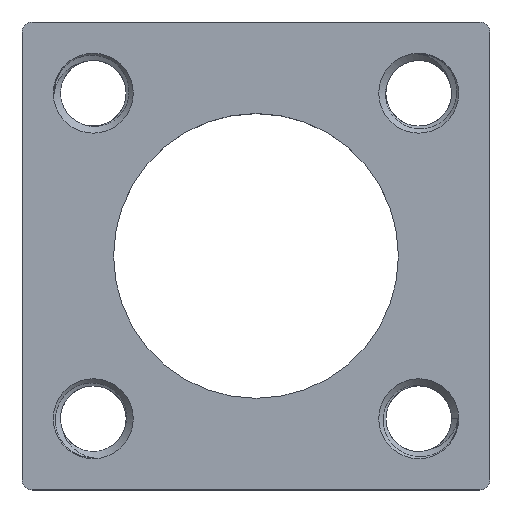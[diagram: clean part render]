
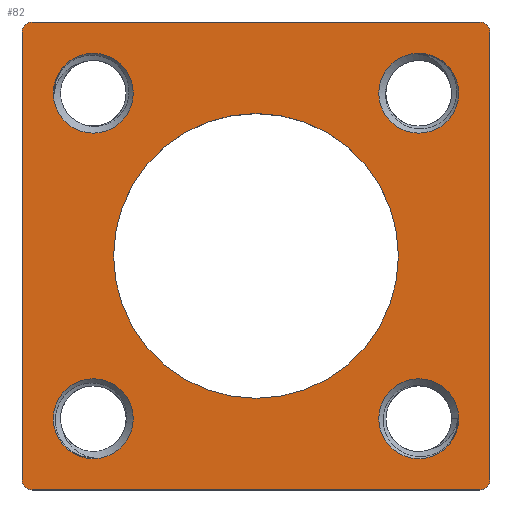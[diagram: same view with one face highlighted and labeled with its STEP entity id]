
A CAD part, top view. The second image highlights one B-rep face of the part: STEP entity #82.
In plain terms, the highlighted planar face has unit normal (0, 0, 1).
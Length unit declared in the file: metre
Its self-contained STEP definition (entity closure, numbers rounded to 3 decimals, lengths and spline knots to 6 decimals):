
#82 = ADVANCED_FACE( '', ( #197, #198, #199, #200, #201, #202 ), #203, .T. );
#197 = FACE_BOUND( '', #357, .T. );
#198 = FACE_BOUND( '', #358, .T. );
#199 = FACE_BOUND( '', #359, .T. );
#200 = FACE_BOUND( '', #360, .T. );
#201 = FACE_BOUND( '', #361, .T. );
#202 = FACE_OUTER_BOUND( '', #362, .T. );
#203 = PLANE( '', #363 );
#357 = EDGE_LOOP( '', ( #1560 ) );
#358 = EDGE_LOOP( '', ( #1561 ) );
#359 = EDGE_LOOP( '', ( #1562 ) );
#360 = EDGE_LOOP( '', ( #1563 ) );
#361 = EDGE_LOOP( '', ( #1564 ) );
#362 = EDGE_LOOP( '', ( #1565, #1566, #1567, #1568, #1569, #1570, #1571, #1572 ) );
#363 = AXIS2_PLACEMENT_3D( '', #1573, #1574, #1575 );
#1560 = ORIENTED_EDGE( '', *, *, #2168, .T. );
#1561 = ORIENTED_EDGE( '', *, *, #2170, .T. );
#1562 = ORIENTED_EDGE( '', *, *, #2171, .T. );
#1563 = ORIENTED_EDGE( '', *, *, #2172, .T. );
#1564 = ORIENTED_EDGE( '', *, *, #2173, .F. );
#1565 = ORIENTED_EDGE( '', *, *, #2174, .F. );
#1566 = ORIENTED_EDGE( '', *, *, #2175, .T. );
#1567 = ORIENTED_EDGE( '', *, *, #2176, .F. );
#1568 = ORIENTED_EDGE( '', *, *, #2177, .T. );
#1569 = ORIENTED_EDGE( '', *, *, #2178, .T. );
#1570 = ORIENTED_EDGE( '', *, *, #2179, .T. );
#1571 = ORIENTED_EDGE( '', *, *, #2180, .T. );
#1572 = ORIENTED_EDGE( '', *, *, #2181, .T. );
#1573 = CARTESIAN_POINT( '', ( 0., 0., 0.003 ) );
#1574 = DIRECTION( '', ( 0., 0., 1. ) );
#1575 = DIRECTION( '', ( 1., 0., 0. ) );
#2168 = EDGE_CURVE( '', #2339, #2339, #2340, .F. );
#2170 = EDGE_CURVE( '', #2342, #2342, #2343, .F. );
#2171 = EDGE_CURVE( '', #2344, #2344, #2345, .F. );
#2172 = EDGE_CURVE( '', #2346, #2346, #2347, .F. );
#2173 = EDGE_CURVE( '', #2348, #2348, #2349, .T. );
#2174 = EDGE_CURVE( '', #2350, #2351, #2352, .T. );
#2175 = EDGE_CURVE( '', #2350, #2353, #2354, .T. );
#2176 = EDGE_CURVE( '', #2355, #2353, #2356, .T. );
#2177 = EDGE_CURVE( '', #2355, #2357, #2358, .T. );
#2178 = EDGE_CURVE( '', #2357, #2359, #2360, .T. );
#2179 = EDGE_CURVE( '', #2359, #2361, #2362, .T. );
#2180 = EDGE_CURVE( '', #2361, #2363, #2364, .T. );
#2181 = EDGE_CURVE( '', #2363, #2351, #2365, .T. );
#2339 = VERTEX_POINT( '', #2787 );
#2340 = CIRCLE( '', #2788, 0.001965 );
#2342 = VERTEX_POINT( '', #2790 );
#2343 = CIRCLE( '', #2791, 0.001965 );
#2344 = VERTEX_POINT( '', #2792 );
#2345 = CIRCLE( '', #2793, 0.001965 );
#2346 = VERTEX_POINT( '', #2794 );
#2347 = CIRCLE( '', #2795, 0.001965 );
#2348 = VERTEX_POINT( '', #2796 );
#2349 = CIRCLE( '', #2797, 0.007 );
#2350 = VERTEX_POINT( '', #2798 );
#2351 = VERTEX_POINT( '', #2799 );
#2352 = LINE( '', #2800, #2801 );
#2353 = VERTEX_POINT( '', #2802 );
#2354 = CIRCLE( '', #2803, 0.0005 );
#2355 = VERTEX_POINT( '', #2804 );
#2356 = LINE( '', #2805, #2806 );
#2357 = VERTEX_POINT( '', #2807 );
#2358 = CIRCLE( '', #2808, 0.0005 );
#2359 = VERTEX_POINT( '', #2809 );
#2360 = LINE( '', #2810, #2811 );
#2361 = VERTEX_POINT( '', #2812 );
#2362 = CIRCLE( '', #2813, 0.0005 );
#2363 = VERTEX_POINT( '', #2814 );
#2364 = LINE( '', #2815, #2816 );
#2365 = CIRCLE( '', #2817, 0.0005 );
#2787 = CARTESIAN_POINT( '', ( 0.009965, 0.008, 0.003 ) );
#2788 = AXIS2_PLACEMENT_3D( '', #3994, #3995, #3996 );
#2790 = CARTESIAN_POINT( '', ( -0.006035, 0.008, 0.003 ) );
#2791 = AXIS2_PLACEMENT_3D( '', #3997, #3998, #3999 );
#2792 = CARTESIAN_POINT( '', ( -0.006035, -0.008, 0.003 ) );
#2793 = AXIS2_PLACEMENT_3D( '', #4000, #4001, #4002 );
#2794 = CARTESIAN_POINT( '', ( 0.009965, -0.008, 0.003 ) );
#2795 = AXIS2_PLACEMENT_3D( '', #4003, #4004, #4005 );
#2796 = CARTESIAN_POINT( '', ( 0.007, 0., 0.003 ) );
#2797 = AXIS2_PLACEMENT_3D( '', #4006, #4007, #4008 );
#2798 = CARTESIAN_POINT( '', ( 0.011, -0.0115, 0.003 ) );
#2799 = CARTESIAN_POINT( '', ( -0.011, -0.0115, 0.003 ) );
#2800 = CARTESIAN_POINT( '', ( 0., -0.0115, 0.003 ) );
#2801 = VECTOR( '', #4009, 1. );
#2802 = CARTESIAN_POINT( '', ( 0.0115, -0.011, 0.003 ) );
#2803 = AXIS2_PLACEMENT_3D( '', #4010, #4011, #4012 );
#2804 = CARTESIAN_POINT( '', ( 0.0115, 0.011, 0.003 ) );
#2805 = CARTESIAN_POINT( '', ( 0.0115, 0.009031, 0.003 ) );
#2806 = VECTOR( '', #4013, 1. );
#2807 = CARTESIAN_POINT( '', ( 0.011, 0.0115, 0.003 ) );
#2808 = AXIS2_PLACEMENT_3D( '', #4014, #4015, #4016 );
#2809 = CARTESIAN_POINT( '', ( -0.011, 0.0115, 0.003 ) );
#2810 = CARTESIAN_POINT( '', ( 0.010829, 0.0115, 0.003 ) );
#2811 = VECTOR( '', #4017, 1. );
#2812 = CARTESIAN_POINT( '', ( -0.0115, 0.011, 0.003 ) );
#2813 = AXIS2_PLACEMENT_3D( '', #4018, #4019, #4020 );
#2814 = CARTESIAN_POINT( '', ( -0.0115, -0.011, 0.003 ) );
#2815 = CARTESIAN_POINT( '', ( -0.0115, 0.009031, 0.003 ) );
#2816 = VECTOR( '', #4021, 1. );
#2817 = AXIS2_PLACEMENT_3D( '', #4022, #4023, #4024 );
#3994 = CARTESIAN_POINT( '', ( 0.008, 0.008, 0.003 ) );
#3995 = DIRECTION( '', ( 0., 0., 1. ) );
#3996 = DIRECTION( '', ( 1., 0., 0. ) );
#3997 = CARTESIAN_POINT( '', ( -0.008, 0.008, 0.003 ) );
#3998 = DIRECTION( '', ( 0., 0., 1. ) );
#3999 = DIRECTION( '', ( 1., 0., 0. ) );
#4000 = CARTESIAN_POINT( '', ( -0.008, -0.008, 0.003 ) );
#4001 = DIRECTION( '', ( 0., 0., 1. ) );
#4002 = DIRECTION( '', ( 1., 0., 0. ) );
#4003 = CARTESIAN_POINT( '', ( 0.008, -0.008, 0.003 ) );
#4004 = DIRECTION( '', ( 0., 0., 1. ) );
#4005 = DIRECTION( '', ( 1., 0., 0. ) );
#4006 = CARTESIAN_POINT( '', ( 0., 0., 0.003 ) );
#4007 = DIRECTION( '', ( 0., 0., 1. ) );
#4008 = DIRECTION( '', ( 1., 0., 0. ) );
#4009 = DIRECTION( '', ( -1., 0., 0. ) );
#4010 = CARTESIAN_POINT( '', ( 0.011, -0.011, 0.003 ) );
#4011 = DIRECTION( '', ( 0., 0., 1. ) );
#4012 = DIRECTION( '', ( 1., 0., 0. ) );
#4013 = DIRECTION( '', ( 0., -1., 0. ) );
#4014 = CARTESIAN_POINT( '', ( 0.011, 0.011, 0.003 ) );
#4015 = DIRECTION( '', ( 0., 0., 1. ) );
#4016 = DIRECTION( '', ( 1., 0., 0. ) );
#4017 = DIRECTION( '', ( -1., 0., 0. ) );
#4018 = CARTESIAN_POINT( '', ( -0.011, 0.011, 0.003 ) );
#4019 = DIRECTION( '', ( 0., 0., 1. ) );
#4020 = DIRECTION( '', ( 1., 0., 0. ) );
#4021 = DIRECTION( '', ( 0., -1., 0. ) );
#4022 = CARTESIAN_POINT( '', ( -0.011, -0.011, 0.003 ) );
#4023 = DIRECTION( '', ( 0., 0., 1. ) );
#4024 = DIRECTION( '', ( 1., 0., 0. ) );
